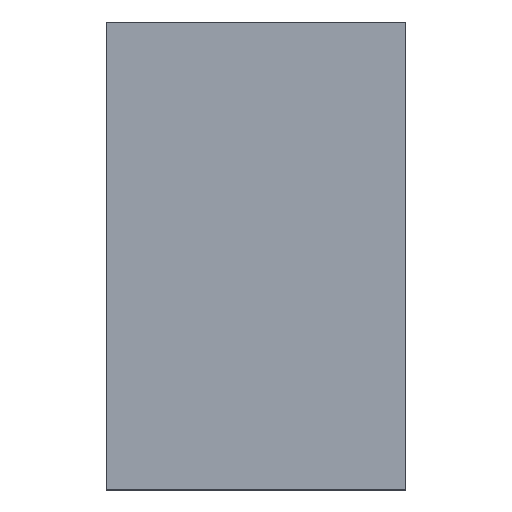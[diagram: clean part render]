
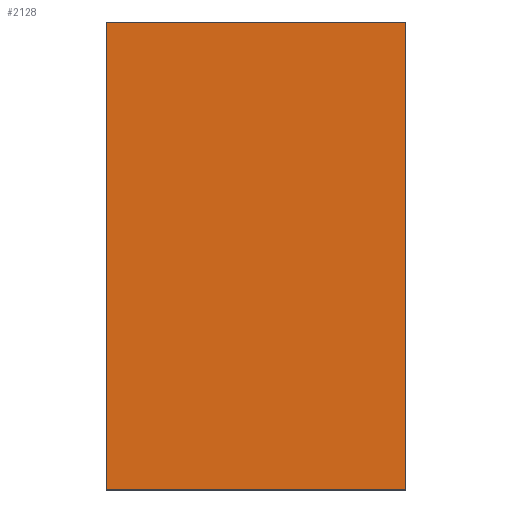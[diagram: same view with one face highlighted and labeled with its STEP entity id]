
A CAD part, top view. The second image highlights one B-rep face of the part: STEP entity #2128.
In plain terms, the highlighted face is planar.
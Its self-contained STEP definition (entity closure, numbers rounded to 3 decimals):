
#2001=DIRECTION('',(0.,0.,1.));
#2002=VECTOR('',#2001,5.);
#2003=CARTESIAN_POINT('',(-1.6,0.8,-2.5));
#2004=LINE('',#2003,#2002);
#2008=DIRECTION('',(-1.,0.,0.));
#2009=VECTOR('',#2008,3.2);
#2010=CARTESIAN_POINT('',(1.6,0.8,-2.5));
#2011=LINE('',#2010,#2009);
#2015=DIRECTION('',(0.,0.,-1.));
#2016=VECTOR('',#2015,5.);
#2017=CARTESIAN_POINT('',(1.6,0.8,2.5));
#2018=LINE('',#2017,#2016);
#2022=DIRECTION('',(1.,0.,0.));
#2023=VECTOR('',#2022,3.2);
#2024=CARTESIAN_POINT('',(-1.6,0.8,2.5));
#2025=LINE('',#2024,#2023);
#2037=CARTESIAN_POINT('',(-1.6,0.8,-2.5));
#2038=CARTESIAN_POINT('',(-1.6,0.8,2.5));
#2039=VERTEX_POINT('',#2037);
#2040=VERTEX_POINT('',#2038);
#2041=CARTESIAN_POINT('',(1.6,0.8,2.5));
#2042=VERTEX_POINT('',#2041);
#2043=CARTESIAN_POINT('',(1.6,0.8,-2.5));
#2044=VERTEX_POINT('',#2043);
#2117=CARTESIAN_POINT('',(0.,0.8,0.));
#2118=DIRECTION('',(0.,1.,0.));
#2119=DIRECTION('',(1.,0.,0.));
#2120=AXIS2_PLACEMENT_3D('',#2117,#2118,#2119);
#2121=PLANE('',#2120);
#2122=ORIENTED_EDGE('',*,*,#2069,.F.);
#2123=ORIENTED_EDGE('',*,*,#2084,.F.);
#2124=ORIENTED_EDGE('',*,*,#2098,.F.);
#2125=ORIENTED_EDGE('',*,*,#2111,.F.);
#2126=EDGE_LOOP('',(#2122,#2123,#2124,#2125));
#2127=FACE_OUTER_BOUND('',#2126,.F.);
#2069=EDGE_CURVE('',#2039,#2040,#2004,.T.);
#2084=EDGE_CURVE('',#2044,#2039,#2011,.T.);
#2098=EDGE_CURVE('',#2042,#2044,#2018,.T.);
#2111=EDGE_CURVE('',#2040,#2042,#2025,.T.);
#2128=ADVANCED_FACE('',(#2127),#2121,.T.);
